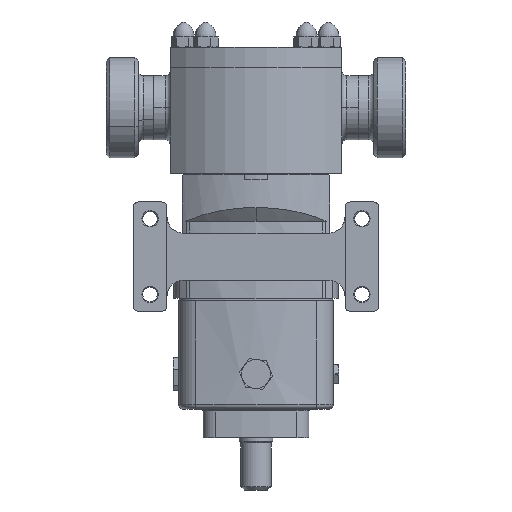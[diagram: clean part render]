
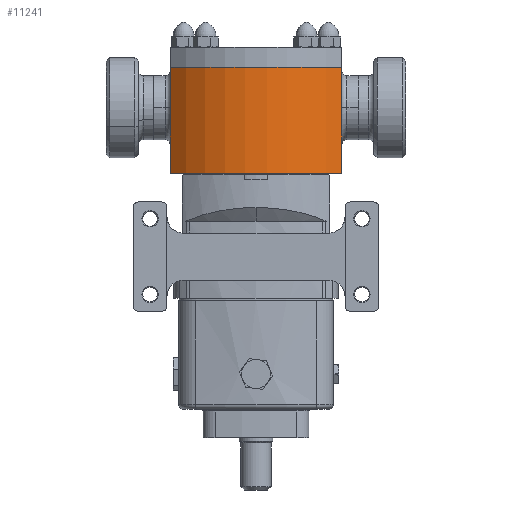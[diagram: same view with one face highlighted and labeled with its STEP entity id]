
A CAD part, front view. The second image highlights one B-rep face of the part: STEP entity #11241.
In plain terms, the highlighted cylindrical face has radius 72 mm (diameter 144 mm), a partial arc.
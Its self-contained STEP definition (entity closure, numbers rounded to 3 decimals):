
#301 = ORIENTED_EDGE ( 'NONE', *, *, #7674, .T. ) ;
#334 = EDGE_CURVE ( 'NONE', #587, #9817, #14074, .T. ) ;
#587 = VERTEX_POINT ( 'NONE', #17257 ) ;
#1082 = CARTESIAN_POINT ( 'NONE',  ( 0., 0.055, 0.45 ) ) ;
#1199 = DIRECTION ( 'NONE',  ( 1., 0., 0. ) ) ;
#2812 = FACE_OUTER_BOUND ( 'NONE', #3476, .T. ) ;
#3476 = EDGE_LOOP ( 'NONE', ( #301, #5143, #12887, #12148 ) ) ;
#4537 = EDGE_CURVE ( 'NONE', #587, #22218, #7587, .T. ) ;
#4660 = CYLINDRICAL_SURFACE ( 'NONE', #24196, 72. ) ;
#4977 = DIRECTION ( 'NONE',  ( 0., 0., 1. ) ) ;
#5143 = ORIENTED_EDGE ( 'NONE', *, *, #22778, .F. ) ;
#5924 = CARTESIAN_POINT ( 'NONE',  ( 51., -50.768, 63.45 ) ) ;
#6821 = LINE ( 'NONE', #21868, #21382 ) ;
#7587 = CIRCLE ( 'NONE', #21356, 72. ) ;
#7674 = EDGE_CURVE ( 'NONE', #9817, #18292, #16735, .T. ) ;
#8283 = DIRECTION ( 'NONE',  ( 0., 0., -1. ) ) ;
#8373 = DIRECTION ( 'NONE',  ( 0., 0., 1. ) ) ;
#8415 = DIRECTION ( 'NONE',  ( 0., 0., 1. ) ) ;
#9817 = VERTEX_POINT ( 'NONE', #5924 ) ;
#10149 = DIRECTION ( 'NONE',  ( -1., 0., 0. ) ) ;
#10154 = CARTESIAN_POINT ( 'NONE',  ( 51., -50.768, 0.45 ) ) ;
#11241 = ADVANCED_FACE ( 'NONE', ( #2812 ), #4660, .T. ) ;
#12148 = ORIENTED_EDGE ( 'NONE', *, *, #334, .T. ) ;
#12887 = ORIENTED_EDGE ( 'NONE', *, *, #4537, .F. ) ;
#13591 = CARTESIAN_POINT ( 'NONE',  ( 0., 0.055, 63.45 ) ) ;
#13971 = CARTESIAN_POINT ( 'NONE',  ( -51., -50.768, 63.45 ) ) ;
#14074 = LINE ( 'NONE', #10154, #17159 ) ;
#14758 = AXIS2_PLACEMENT_3D ( 'NONE', #13591, #8283, #10149 ) ;
#15087 = CARTESIAN_POINT ( 'NONE',  ( 0., 0.055, 0.45 ) ) ;
#16735 = CIRCLE ( 'NONE', #14758, 72. ) ;
#17159 = VECTOR ( 'NONE', #8415, 1000. ) ;
#17257 = CARTESIAN_POINT ( 'NONE',  ( 51., -50.768, 0.45 ) ) ;
#17419 = DIRECTION ( 'NONE',  ( -1., 0., 0. ) ) ;
#18292 = VERTEX_POINT ( 'NONE', #13971 ) ;
#18899 = DIRECTION ( 'NONE',  ( 0., 0., -1. ) ) ;
#19379 = CARTESIAN_POINT ( 'NONE',  ( -51., -50.768, 0.45 ) ) ;
#21356 = AXIS2_PLACEMENT_3D ( 'NONE', #15087, #18899, #17419 ) ;
#21382 = VECTOR ( 'NONE', #4977, 1000. ) ;
#21868 = CARTESIAN_POINT ( 'NONE',  ( -51., -50.768, 0.45 ) ) ;
#22218 = VERTEX_POINT ( 'NONE', #19379 ) ;
#22778 = EDGE_CURVE ( 'NONE', #22218, #18292, #6821, .T. ) ;
#24196 = AXIS2_PLACEMENT_3D ( 'NONE', #1082, #8373, #1199 ) ;
